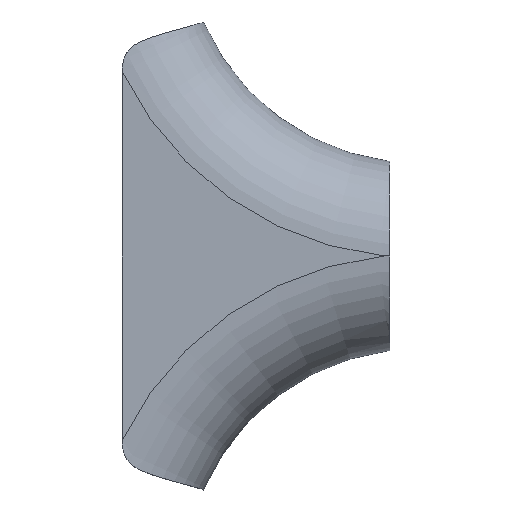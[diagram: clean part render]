
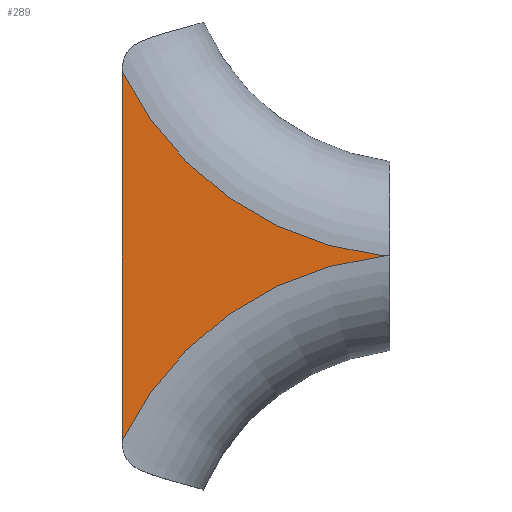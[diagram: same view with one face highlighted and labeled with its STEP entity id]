
A CAD part, left-side view. The second image highlights one B-rep face of the part: STEP entity #289.
In plain terms, the highlighted planar face has unit normal (-1, 0, 0).
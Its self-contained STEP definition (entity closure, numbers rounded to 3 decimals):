
#18 = CARTESIAN_POINT ( 'NONE',  ( -10., -18.051, -34.913 ) ) ;
#19 = FACE_OUTER_BOUND ( 'NONE', #481, .T. ) ;
#20 = ORIENTED_EDGE ( 'NONE', *, *, #28, .T. ) ;
#24 = CARTESIAN_POINT ( 'NONE',  ( -10., 13.582, -25. ) ) ;
#28 = EDGE_CURVE ( 'NONE', #488, #58, #403, .T. ) ;
#47 = DIRECTION ( 'NONE',  ( 0., 0., -1. ) ) ;
#58 = VERTEX_POINT ( 'NONE', #497 ) ;
#89 = ORIENTED_EDGE ( 'NONE', *, *, #213, .T. ) ;
#91 = PLANE ( 'NONE',  #104 ) ;
#104 = AXIS2_PLACEMENT_3D ( 'NONE', #337, #525, #128 ) ;
#127 = DIRECTION ( 'NONE',  ( 1., 0., 0. ) ) ;
#128 = DIRECTION ( 'NONE',  ( 0., 0., -1. ) ) ;
#129 = AXIS2_PLACEMENT_3D ( 'NONE', #294, #127, #47 ) ;
#168 = CARTESIAN_POINT ( 'NONE',  ( -10., -14.434, 0. ) ) ;
#213 = EDGE_CURVE ( 'NONE', #58, #519, #323, .T. ) ;
#226 = DIRECTION ( 'NONE',  ( 0., 0., -1. ) ) ;
#288 = CARTESIAN_POINT ( 'NONE',  ( -10., 13.582, 19.702 ) ) ;
#289 = ADVANCED_FACE ( 'NONE', ( #19 ), #91, .F. ) ;
#294 = CARTESIAN_POINT ( 'NONE',  ( -10., -18.051, 34.913 ) ) ;
#323 = CIRCLE ( 'NONE', #509, 35.1 ) ;
#337 = CARTESIAN_POINT ( 'NONE',  ( -10., -15., 25. ) ) ;
#340 = VECTOR ( 'NONE', #226, 1000. ) ;
#403 = LINE ( 'NONE', #24, #340 ) ;
#433 = DIRECTION ( 'NONE',  ( 0., 0., -1. ) ) ;
#474 = DIRECTION ( 'NONE',  ( 1., 0., 0. ) ) ;
#481 = EDGE_LOOP ( 'NONE', ( #89, #487, #20 ) ) ;
#482 = CIRCLE ( 'NONE', #129, 35.1 ) ;
#487 = ORIENTED_EDGE ( 'NONE', *, *, #503, .T. ) ;
#488 = VERTEX_POINT ( 'NONE', #288 ) ;
#497 = CARTESIAN_POINT ( 'NONE',  ( -10., 13.582, -19.702 ) ) ;
#503 = EDGE_CURVE ( 'NONE', #519, #488, #482, .T. ) ;
#509 = AXIS2_PLACEMENT_3D ( 'NONE', #18, #474, #433 ) ;
#519 = VERTEX_POINT ( 'NONE', #168 ) ;
#525 = DIRECTION ( 'NONE',  ( 1., 0., 0. ) ) ;
